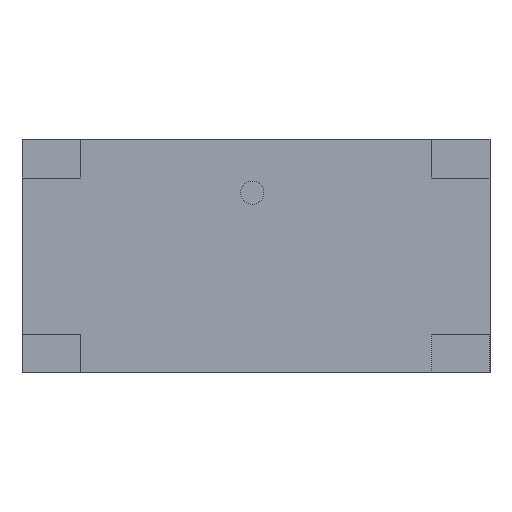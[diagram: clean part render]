
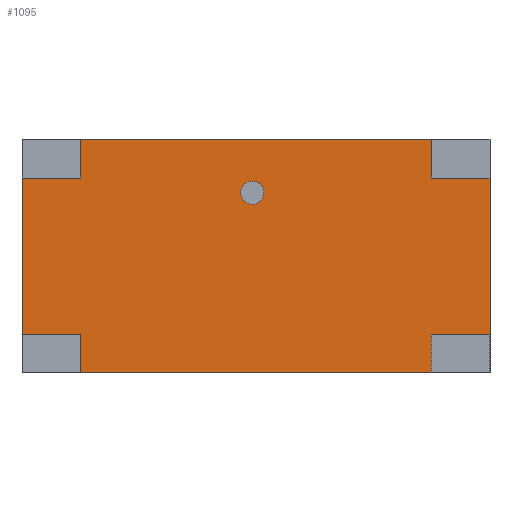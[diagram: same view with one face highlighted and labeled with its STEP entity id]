
A CAD part, front view. The second image highlights one B-rep face of the part: STEP entity #1095.
In plain terms, the highlighted planar face has unit normal (0, -1, 0).
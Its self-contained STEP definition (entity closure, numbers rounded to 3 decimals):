
#74 = EDGE_LOOP ( 'NONE', ( #103, #104, #105, #106 ) ) ;
#78 = EDGE_LOOP ( 'NONE', ( #101, #102 ) ) ;
#101 = ORIENTED_EDGE ( 'NONE', *, *, #1237, .T. ) ;
#102 = ORIENTED_EDGE ( 'NONE', *, *, #1191, .T. ) ;
#103 = ORIENTED_EDGE ( 'NONE', *, *, #1181, .F. ) ;
#104 = ORIENTED_EDGE ( 'NONE', *, *, #1238, .F. ) ;
#105 = ORIENTED_EDGE ( 'NONE', *, *, #1240, .F. ) ;
#106 = ORIENTED_EDGE ( 'NONE', *, *, #1193, .F. ) ;
#188 = FACE_OUTER_BOUND ( 'NONE', #74, .T. ) ;
#190 = FACE_BOUND ( 'NONE', #78, .T. ) ;
#275 = AXIS2_PLACEMENT_3D ( 'NONE', #2172, #2173, #2174 ) ;
#299 = AXIS2_PLACEMENT_3D ( 'NONE', #2279, #1485, #1486 ) ;
#464 = LINE ( 'NONE', #2147, #469 ) ;
#469 = VECTOR ( 'NONE', #2150, 1000. ) ;
#489 = CIRCLE ( 'NONE', #275, 15. ) ;
#490 = LINE ( 'NONE', #2177, #491 ) ;
#491 = VECTOR ( 'NONE', #2178, 1000. ) ;
#557 = LINE ( 'NONE', #1492, #568 ) ;
#564 = LINE ( 'NONE', #1487, #566 ) ;
#566 = VECTOR ( 'NONE', #1488, 1000. ) ;
#568 = VECTOR ( 'NONE', #1493, 1000. ) ;
#569 = CIRCLE ( 'NONE', #299, 15. ) ;
#1095 = ADVANCED_FACE ( 'NONE', ( #190, #188 ), #1886, .T. ) ;
#1181 = EDGE_CURVE ( 'NONE', #2315, #2320, #464, .T. ) ;
#1191 = EDGE_CURVE ( 'NONE', #2321, #2328, #489, .T. ) ;
#1193 = EDGE_CURVE ( 'NONE', #2320, #2317, #490, .T. ) ;
#1237 = EDGE_CURVE ( 'NONE', #2328, #2321, #569, .T. ) ;
#1238 = EDGE_CURVE ( 'NONE', #2309, #2315, #564, .T. ) ;
#1240 = EDGE_CURVE ( 'NONE', #2317, #2309, #557, .T. ) ;
#1288 = AXIS2_PLACEMENT_3D ( 'NONE', #1877, #1851, #1850 ) ;
#1485 = DIRECTION ( 'NONE',  ( 0., 1., 0. ) ) ;
#1486 = DIRECTION ( 'NONE',  ( 0., 0., 1. ) ) ;
#1487 = CARTESIAN_POINT ( 'NONE',  ( 0., 0., -304.8 ) ) ;
#1488 = DIRECTION ( 'NONE',  ( -1., 0., 0. ) ) ;
#1492 = CARTESIAN_POINT ( 'NONE',  ( 609.6, 0., 0. ) ) ;
#1493 = DIRECTION ( 'NONE',  ( 0., 0., -1. ) ) ;
#1582 = CARTESIAN_POINT ( 'NONE',  ( 609.6, 0., -304.8 ) ) ;
#1588 = CARTESIAN_POINT ( 'NONE',  ( 0., 0., -304.8 ) ) ;
#1590 = CARTESIAN_POINT ( 'NONE',  ( 609.6, 0., 0. ) ) ;
#1593 = CARTESIAN_POINT ( 'NONE',  ( 0., 0., 0. ) ) ;
#1594 = CARTESIAN_POINT ( 'NONE',  ( 300., 0., -85. ) ) ;
#1600 = CARTESIAN_POINT ( 'NONE',  ( 300., 0., -55. ) ) ;
#1850 = DIRECTION ( 'NONE',  ( 0., 0., -1. ) ) ;
#1851 = DIRECTION ( 'NONE',  ( 0., -1., 0. ) ) ;
#1877 = CARTESIAN_POINT ( 'NONE',  ( 0., 0., -304.8 ) ) ;
#1886 = PLANE ( 'NONE',  #1288 ) ;
#2147 = CARTESIAN_POINT ( 'NONE',  ( 0., 0., 0. ) ) ;
#2150 = DIRECTION ( 'NONE',  ( 0., 0., 1. ) ) ;
#2172 = CARTESIAN_POINT ( 'NONE',  ( 300., 0., -70. ) ) ;
#2173 = DIRECTION ( 'NONE',  ( 0., 1., 0. ) ) ;
#2174 = DIRECTION ( 'NONE',  ( 0., 0., 1. ) ) ;
#2177 = CARTESIAN_POINT ( 'NONE',  ( 0., 0., 0. ) ) ;
#2178 = DIRECTION ( 'NONE',  ( 1., 0., 0. ) ) ;
#2279 = CARTESIAN_POINT ( 'NONE',  ( 300., 0., -70. ) ) ;
#2309 = VERTEX_POINT ( 'NONE', #1582 ) ;
#2315 = VERTEX_POINT ( 'NONE', #1588 ) ;
#2317 = VERTEX_POINT ( 'NONE', #1590 ) ;
#2320 = VERTEX_POINT ( 'NONE', #1593 ) ;
#2321 = VERTEX_POINT ( 'NONE', #1594 ) ;
#2328 = VERTEX_POINT ( 'NONE', #1600 ) ;
